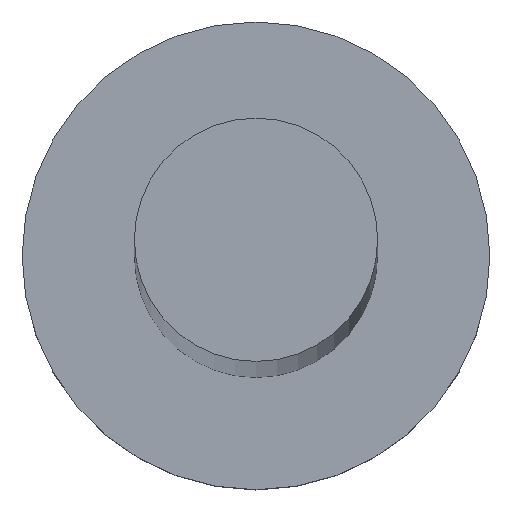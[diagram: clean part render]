
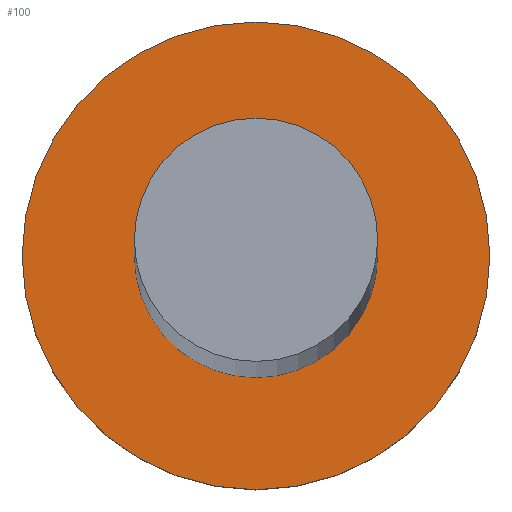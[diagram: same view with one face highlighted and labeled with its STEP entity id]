
A CAD part, top view. The second image highlights one B-rep face of the part: STEP entity #100.
In plain terms, the highlighted planar face has unit normal (0, 0, 1).
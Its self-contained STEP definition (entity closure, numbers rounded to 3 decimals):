
#23 = CIRCLE ( 'NONE', #201, 5. ) ;
#26 = CIRCLE ( 'NONE', #113, 2.6 ) ;
#37 = CARTESIAN_POINT ( 'NONE',  ( 0., 0., 3. ) ) ;
#40 = CARTESIAN_POINT ( 'NONE',  ( 0., 0., 3. ) ) ;
#42 = ORIENTED_EDGE ( 'NONE', *, *, #110, .F. ) ;
#46 = CARTESIAN_POINT ( 'NONE',  ( 0., 0., 3. ) ) ;
#48 = EDGE_CURVE ( 'NONE', #123, #101, #234, .T. ) ;
#58 = DIRECTION ( 'NONE',  ( 1., 0., 0. ) ) ;
#62 = CARTESIAN_POINT ( 'NONE',  ( 0., 0., 3. ) ) ;
#67 = CARTESIAN_POINT ( 'NONE',  ( 2.6, 0., 3. ) ) ;
#78 = FACE_OUTER_BOUND ( 'NONE', #219, .T. ) ;
#89 = EDGE_CURVE ( 'NONE', #101, #123, #23, .T. ) ;
#97 = ORIENTED_EDGE ( 'NONE', *, *, #48, .T. ) ;
#100 = ADVANCED_FACE ( 'NONE', ( #241, #78 ), #239, .T. ) ;
#101 = VERTEX_POINT ( 'NONE', #225 ) ;
#104 = VERTEX_POINT ( 'NONE', #135 ) ;
#109 = DIRECTION ( 'NONE',  ( 0., 0., 1. ) ) ;
#110 = EDGE_CURVE ( 'NONE', #104, #196, #26, .T. ) ;
#113 = AXIS2_PLACEMENT_3D ( 'NONE', #37, #139, #175 ) ;
#119 = AXIS2_PLACEMENT_3D ( 'NONE', #40, #181, #137 ) ;
#122 = CARTESIAN_POINT ( 'NONE',  ( 0., 0., 3. ) ) ;
#123 = VERTEX_POINT ( 'NONE', #242 ) ;
#125 = DIRECTION ( 'NONE',  ( 1., 0., 0. ) ) ;
#135 = CARTESIAN_POINT ( 'NONE',  ( -2.6, 0., 3. ) ) ;
#137 = DIRECTION ( 'NONE',  ( 1., 0., 0. ) ) ;
#139 = DIRECTION ( 'NONE',  ( 0., 0., 1. ) ) ;
#142 = DIRECTION ( 'NONE',  ( 0., 0., 1. ) ) ;
#152 = DIRECTION ( 'NONE',  ( 0., 0., 1. ) ) ;
#153 = EDGE_LOOP ( 'NONE', ( #42, #223 ) ) ;
#174 = AXIS2_PLACEMENT_3D ( 'NONE', #46, #109, #125 ) ;
#175 = DIRECTION ( 'NONE',  ( 1., 0., 0. ) ) ;
#181 = DIRECTION ( 'NONE',  ( 0., 0., 1. ) ) ;
#192 = AXIS2_PLACEMENT_3D ( 'NONE', #62, #142, #236 ) ;
#196 = VERTEX_POINT ( 'NONE', #67 ) ;
#198 = EDGE_CURVE ( 'NONE', #196, #104, #246, .T. ) ;
#201 = AXIS2_PLACEMENT_3D ( 'NONE', #122, #152, #58 ) ;
#214 = ORIENTED_EDGE ( 'NONE', *, *, #89, .T. ) ;
#219 = EDGE_LOOP ( 'NONE', ( #214, #97 ) ) ;
#223 = ORIENTED_EDGE ( 'NONE', *, *, #198, .F. ) ;
#225 = CARTESIAN_POINT ( 'NONE',  ( -5., 0., 3. ) ) ;
#234 = CIRCLE ( 'NONE', #119, 5. ) ;
#236 = DIRECTION ( 'NONE',  ( 1., 0., 0. ) ) ;
#239 = PLANE ( 'NONE',  #192 ) ;
#241 = FACE_BOUND ( 'NONE', #153, .T. ) ;
#242 = CARTESIAN_POINT ( 'NONE',  ( 5., 0., 3. ) ) ;
#246 = CIRCLE ( 'NONE', #174, 2.6 ) ;
